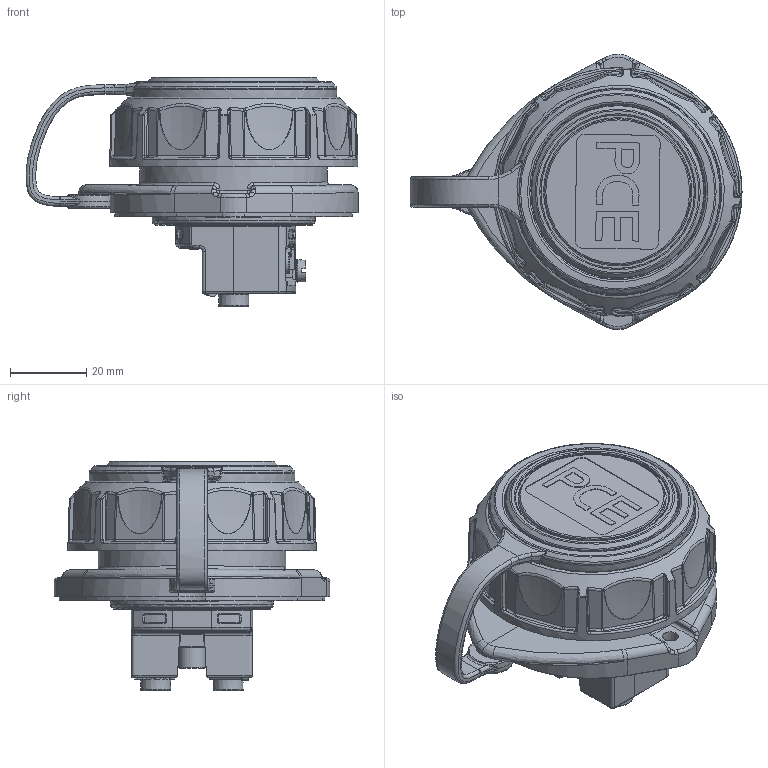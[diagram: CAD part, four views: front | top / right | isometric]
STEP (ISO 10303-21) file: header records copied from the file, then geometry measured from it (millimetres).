
FILE_DESCRIPTION (( 'STEP AP203' ), '1' );
FILE_NAME ('20341-9b.STEP', '2018-06-06T07:17:39', ( '' ), ( '' ), 'SwSTEP 2.0', 'SolidWorks 2016', '' );
FILE_SCHEMA (( 'CONFIG_CONTROL_DESIGN' ));
Products named in the file (1): 20341-9b
Bounding box: 86.81 x 72 x 59.95 mm (x, y, z)
Volume: 117734.8 mm3; surface area: 22182.5 mm2
Topology: 1 solids, 1 shells, 1347 faces, 3305 edges, 1959 vertices
Faces by surface type: bspline 433, plane 407, cylinder 293, torus 85, cone 67, sphere 62
Full cylindrical faces by diameter (mm): 3.5 x2, 4.177 x2, 4.4 x1, 5 x1, 7 x1, 38.2 x1, 40.2 x2, 42.7 x1, 44.505 x1
Entity records: 51744 total; most frequent: CARTESIAN_POINT 24423, ORIENTED_EDGE 6336, DIRECTION 4741, EDGE_CURVE 3168, VERTEX_POINT 1927, AXIS2_PLACEMENT_3D 1795, EDGE_LOOP 1457, FACE_OUTER_BOUND 1381
